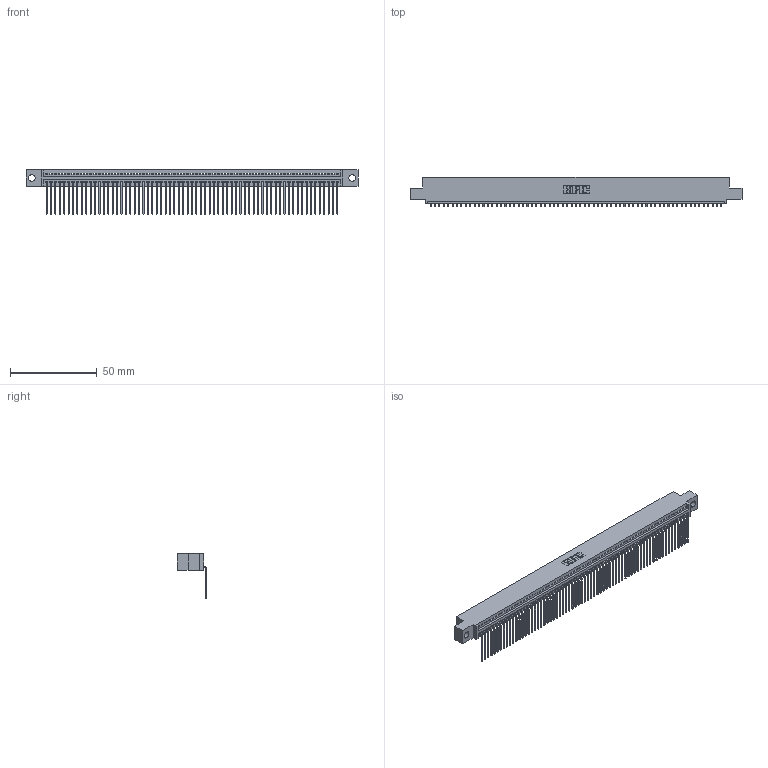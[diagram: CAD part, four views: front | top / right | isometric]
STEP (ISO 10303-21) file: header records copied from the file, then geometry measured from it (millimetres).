
FILE_DESCRIPTION (( 'STEP AP203' ), '1' );
FILE_NAME ('345-067-559-404.STEP', '2021-05-28T16:13:00', ( '' ), ( '' ), 'SwSTEP 2.0', 'SolidWorks 2020', '' );
FILE_SCHEMA (( 'CONFIG_CONTROL_DESIGN' ));
Length unit declared in the file: inch
Products named in the file (3): 345-067-559-404; 345 Part_0.110 Offset - 0.156 Dia-TI; 345-292-001_558 559 Tail - 1
Assembly tree (68 placements, depth 2):
  345-067-559-404
    345 Part_0.110 Offset - 0.156 Dia-TI
    345-292-001_558 559 Tail - 1  x67
Bounding box: 191.39 x 16.75 x 25.53 mm (x, y, z)
Volume: 18427 mm3; surface area: 26063.7 mm2
Topology: 68 solids, 68 shells, 4164 faces, 12583 edges, 8298 vertices
Faces by surface type: plane 2912, cylinder 1252
Entity records: 47695 total; most frequent: CARTESIAN_POINT 8271, ORIENTED_EDGE 8270, DIRECTION 7185, EDGE_CURVE 4135, LINE 3735, VECTOR 3735, VERTEX_POINT 2754, AXIS2_PLACEMENT_3D 1725
